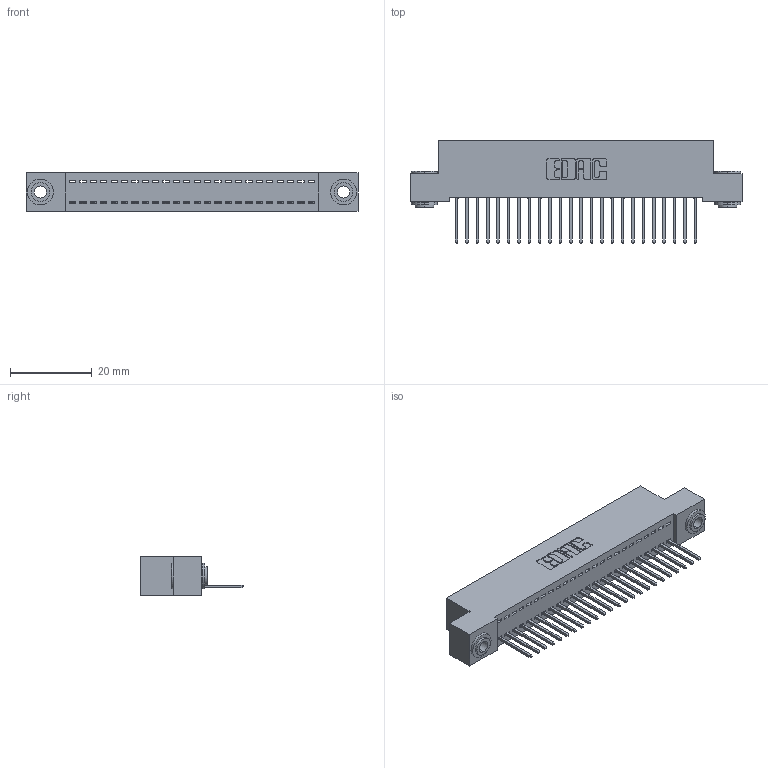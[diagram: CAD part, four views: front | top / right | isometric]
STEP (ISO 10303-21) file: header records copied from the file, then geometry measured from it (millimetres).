
FILE_DESCRIPTION (( 'STEP AP203' ), '1' );
FILE_NAME ('392-024-523-103.STEP', '2019-10-07T07:13:27', ( '' ), ( '' ), 'SwSTEP 2.0', 'SolidWorks 2016', '' );
FILE_SCHEMA (( 'CONFIG_CONTROL_DESIGN' ));
Length unit declared in the file: inch
Products named in the file (4): 342 Part_.156 TH; 345-292-001_345-293-123; 342-250-002_345-250-002-102; 392-024-523-103
Assembly tree (27 placements, depth 2):
  392-024-523-103
    342 Part_.156 TH
    345-292-001_345-293-123  x24
    342-250-002_345-250-002-102  x2
Bounding box: 81.28 x 25.15 x 9.4 mm (x, y, z)
Volume: 7073.9 mm3; surface area: 10300.6 mm2
Topology: 27 solids, 27 shells, 1540 faces, 4599 edges, 3030 vertices
Faces by surface type: plane 1084, cylinder 448, cone 8
Entity records: 17536 total; most frequent: CARTESIAN_POINT 3005, ORIENTED_EDGE 2958, DIRECTION 2605, EDGE_CURVE 1479, VECTOR 1327, LINE 1327, VERTEX_POINT 982, AXIS2_PLACEMENT_3D 639
